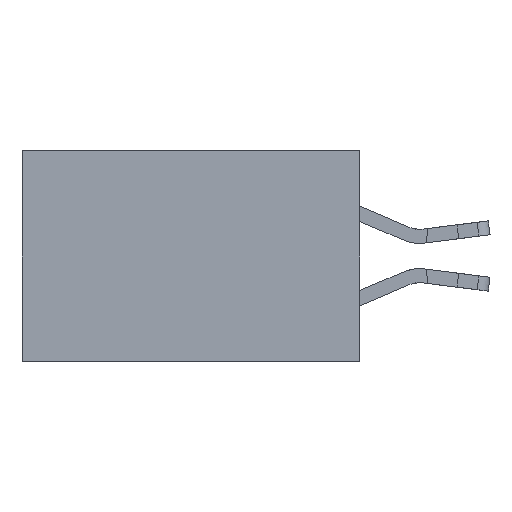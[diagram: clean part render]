
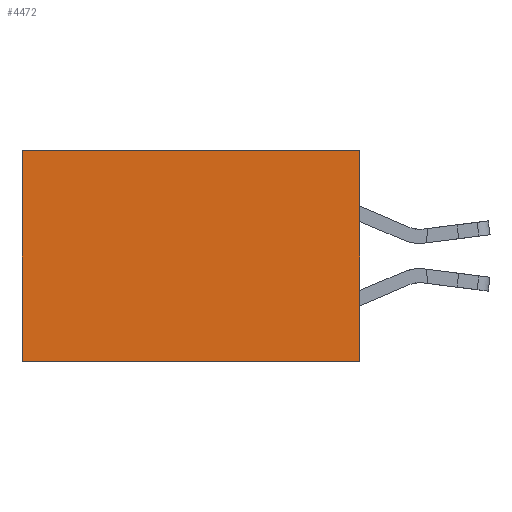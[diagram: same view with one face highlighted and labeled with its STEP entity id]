
A CAD part, left-side view. The second image highlights one B-rep face of the part: STEP entity #4472.
In plain terms, the highlighted planar face has unit normal (-1, 0, 0).
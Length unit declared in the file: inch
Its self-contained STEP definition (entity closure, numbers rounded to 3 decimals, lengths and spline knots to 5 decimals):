
#1048 = DIRECTION ( 'NONE',  ( 0., 0., -1. ) ) ;
#1354 = ORIENTED_EDGE ( 'NONE', *, *, #9272, .T. ) ;
#1680 = LINE ( 'NONE', #10085, #9234 ) ;
#3046 = CARTESIAN_POINT ( 'NONE',  ( 0.2875, 0.6, 0. ) ) ;
#3731 = EDGE_CURVE ( 'NONE', #14515, #9658, #4768, .T. ) ;
#4047 = DIRECTION ( 'NONE',  ( 0., 1., 0. ) ) ;
#4472 = ADVANCED_FACE ( 'NONE', ( #10455 ), #11954, .F. ) ;
#4593 = DIRECTION ( 'NONE',  ( 1., 0., 0. ) ) ;
#4768 = LINE ( 'NONE', #11762, #10485 ) ;
#5277 = AXIS2_PLACEMENT_3D ( 'NONE', #15532, #4593, #1048 ) ;
#5690 = ORIENTED_EDGE ( 'NONE', *, *, #13187, .T. ) ;
#5824 = CARTESIAN_POINT ( 'NONE',  ( 0.2875, 0., 0. ) ) ;
#6150 = CARTESIAN_POINT ( 'NONE',  ( 0.2875, 0., 0. ) ) ;
#7513 = DIRECTION ( 'NONE',  ( 0., 1., 0. ) ) ;
#7884 = DIRECTION ( 'NONE',  ( 0., 0., -1. ) ) ;
#8287 = CARTESIAN_POINT ( 'NONE',  ( 0.2875, 0., -0.375 ) ) ;
#8487 = EDGE_CURVE ( 'NONE', #9658, #13808, #15483, .T. ) ;
#8572 = VERTEX_POINT ( 'NONE', #3046 ) ;
#8711 = EDGE_LOOP ( 'NONE', ( #5690, #9781, #15561, #1354 ) ) ;
#9234 = VECTOR ( 'NONE', #7884, 39.37008 ) ;
#9272 = EDGE_CURVE ( 'NONE', #14515, #8572, #15105, .T. ) ;
#9658 = VERTEX_POINT ( 'NONE', #8287 ) ;
#9781 = ORIENTED_EDGE ( 'NONE', *, *, #8487, .F. ) ;
#10085 = CARTESIAN_POINT ( 'NONE',  ( 0.2875, 0.6, -0.375 ) ) ;
#10455 = FACE_OUTER_BOUND ( 'NONE', #8711, .T. ) ;
#10485 = VECTOR ( 'NONE', #14260, 39.37008 ) ;
#11199 = CARTESIAN_POINT ( 'NONE',  ( 0.2875, 0., -0.375 ) ) ;
#11762 = CARTESIAN_POINT ( 'NONE',  ( 0.2875, 0., -0.375 ) ) ;
#11954 = PLANE ( 'NONE',  #5277 ) ;
#13187 = EDGE_CURVE ( 'NONE', #8572, #13808, #1680, .T. ) ;
#13196 = VECTOR ( 'NONE', #7513, 39.37008 ) ;
#13200 = VECTOR ( 'NONE', #4047, 39.37008 ) ;
#13808 = VERTEX_POINT ( 'NONE', #14503 ) ;
#14260 = DIRECTION ( 'NONE',  ( 0., 0., -1. ) ) ;
#14503 = CARTESIAN_POINT ( 'NONE',  ( 0.2875, 0.6, -0.375 ) ) ;
#14515 = VERTEX_POINT ( 'NONE', #5824 ) ;
#15105 = LINE ( 'NONE', #6150, #13196 ) ;
#15483 = LINE ( 'NONE', #11199, #13200 ) ;
#15532 = CARTESIAN_POINT ( 'NONE',  ( 0.2875, 0., -0.375 ) ) ;
#15561 = ORIENTED_EDGE ( 'NONE', *, *, #3731, .F. ) ;
